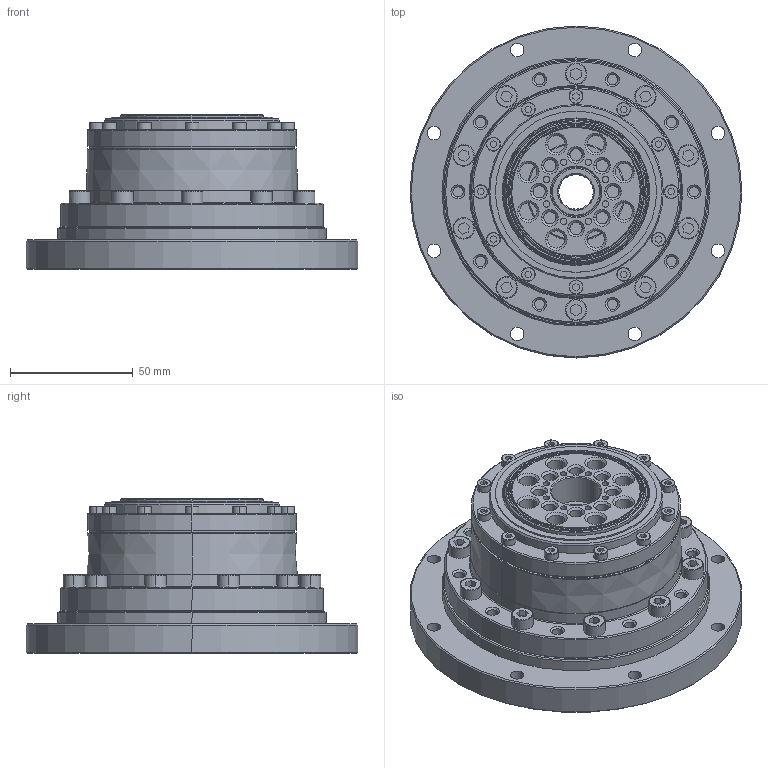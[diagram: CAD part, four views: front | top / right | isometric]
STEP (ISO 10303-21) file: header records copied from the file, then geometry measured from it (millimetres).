
FILE_DESCRIPTION (( 'STEP AP214' ), '1' );
FILE_NAME ('outside_C007682_CSG-25-xxx-2UH-LW-SP-B.STEP', '2021-03-02T00:39:38', ( '' ), ( '' ), 'SwSTEP 2.0', 'SolidWorks 2018', '' );
FILE_SCHEMA (( 'AUTOMOTIVE_DESIGN' ));
Length unit declared in the file: millimetre
Products named in the file (4): outside_C007682_CSG-25-xxx-2UH-LW-SP-B; outside_CSG-25-xxx-2UH-LW-SP-B_WG; outside_CSG-25-xxx-2UH-LW-SP-B_fixed; outside_CSG-25-xx-2UH-LW_output
Assembly tree (3 placements, depth 2):
  outside_C007682_CSG-25-xxx-2UH-LW-SP-B
    outside_CSG-25-xxx-2UH-LW-SP-B_fixed
    outside_CSG-25-xx-2UH-LW_output
    outside_CSG-25-xxx-2UH-LW-SP-B_WG
Bounding box: 135 x 135 x 63 mm (x, y, z)
Volume: 409088.8 mm3; surface area: 102408.7 mm2
Topology: 3 solids, 3 shells, 1685 faces, 4448 edges, 2828 vertices
Faces by surface type: cylinder 545, plane 513, torus 282, cone 175, bspline 170
Entity records: 63958 total; most frequent: CARTESIAN_POINT 20944, ORIENTED_EDGE 8804, DIRECTION 7512, EDGE_CURVE 4402, AXIS2_PLACEMENT_3D 3019, VERTEX_POINT 2828, EDGE_LOOP 1874, ADVANCED_FACE 1685
